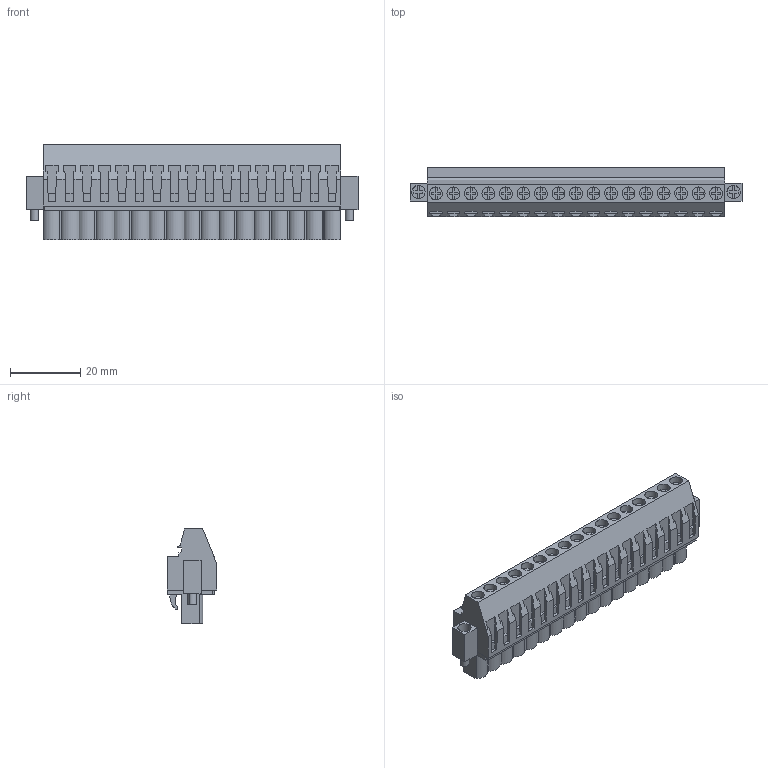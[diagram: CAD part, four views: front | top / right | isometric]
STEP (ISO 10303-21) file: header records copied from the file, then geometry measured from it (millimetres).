
FILE_DESCRIPTION(('CATIA V5 STEP Exchange','CAx-IF Rec.Pracs.--- Model Styling and Organization---1.2---2011-12-15'),'2;1');
FILE_NAME ('D1460479_0_1959320000_1959320000.stp','2017-09-20T14:56:10+00:00',('none'),('Weidmueller'),'CATIA Version 5-6 Release 2014','CATIA V5 STEP AP214','none');
FILE_SCHEMA(('AUTOMOTIVE_DESIGN { 1 0 10303 214 1 1 1 1 }'));
Length unit declared in the file: millimetre
Products named in the file (1): 1959320000
Bounding box: 94.8 x 14.05 x 27.2 mm (x, y, z)
Volume: 19761.6 mm3; surface area: 11872.2 mm2
Topology: 20 solids, 20 shells, 1138 faces, 3135 edges, 2112 vertices
Faces by surface type: plane 957, cylinder 171, extrusion 10
Entity records: 33233 total; most frequent: ORIENTED_EDGE 6270, CARTESIAN_POINT 6089, DIRECTION 4405, EDGE_CURVE 3135, VECTOR 2695, LINE 2685, VERTEX_POINT 2112, EDGE_LOOP 1218
